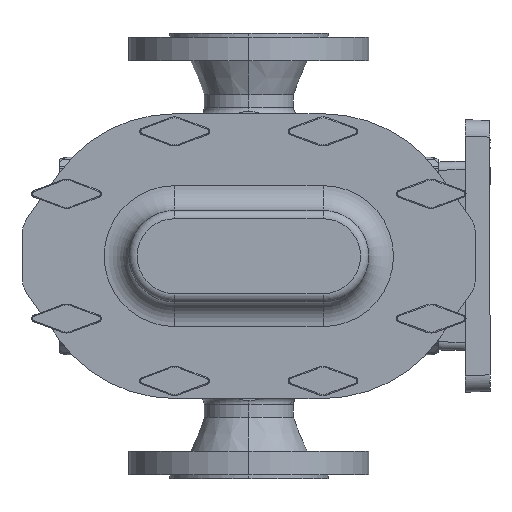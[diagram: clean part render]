
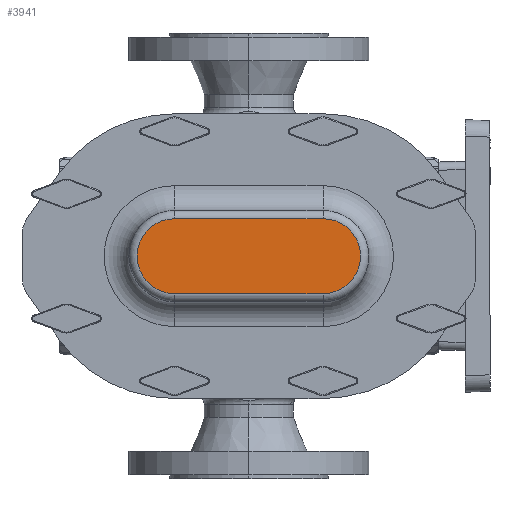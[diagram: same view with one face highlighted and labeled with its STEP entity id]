
A CAD part, left-side view. The second image highlights one B-rep face of the part: STEP entity #3941.
In plain terms, the highlighted planar face has unit normal (-1, 0, 0).
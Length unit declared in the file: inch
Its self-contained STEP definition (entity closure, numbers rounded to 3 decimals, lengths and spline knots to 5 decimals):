
#1097 = AXIS2_PLACEMENT_3D ( 'NONE', #5044, #17256, #17062 ) ;
#2831 = DIRECTION ( 'NONE',  ( 0., 1., 0. ) ) ;
#3005 = CIRCLE ( 'NONE', #29545, 1.135 ) ;
#3430 = ORIENTED_EDGE ( 'NONE', *, *, #6402, .T. ) ;
#3717 = VERTEX_POINT ( 'NONE', #22712 ) ;
#3941 = ADVANCED_FACE ( 'NONE', ( #20851 ), #5231, .T. ) ;
#5044 = CARTESIAN_POINT ( 'NONE',  ( -2.21, 2.25, 0. ) ) ;
#5231 = PLANE ( 'NONE',  #1097 ) ;
#6402 = EDGE_CURVE ( 'NONE', #19606, #29808, #17303, .T. ) ;
#7014 = CARTESIAN_POINT ( 'NONE',  ( -2.21, 2.25, -1.135 ) ) ;
#8339 = DIRECTION ( 'NONE',  ( 0., 0., 1. ) ) ;
#8980 = VERTEX_POINT ( 'NONE', #20959 ) ;
#11726 = DIRECTION ( 'NONE',  ( -1., 0., 0. ) ) ;
#13820 = EDGE_CURVE ( 'NONE', #29808, #3717, #34604, .T. ) ;
#14421 = VECTOR ( 'NONE', #31614, 39.37008 ) ;
#15257 = LINE ( 'NONE', #33525, #30911 ) ;
#15763 = CARTESIAN_POINT ( 'NONE',  ( -2.21, -2.25, -1.135 ) ) ;
#17062 = DIRECTION ( 'NONE',  ( 0., 0., 1. ) ) ;
#17256 = DIRECTION ( 'NONE',  ( -1., 0., 0. ) ) ;
#17303 = CIRCLE ( 'NONE', #24323, 1.135 ) ;
#19606 = VERTEX_POINT ( 'NONE', #22970 ) ;
#19898 = ORIENTED_EDGE ( 'NONE', *, *, #28673, .T. ) ;
#20851 = FACE_OUTER_BOUND ( 'NONE', #29183, .T. ) ;
#20959 = CARTESIAN_POINT ( 'NONE',  ( -2.21, -2.25, 1.135 ) ) ;
#22712 = CARTESIAN_POINT ( 'NONE',  ( -2.21, -2.25, -1.135 ) ) ;
#22970 = CARTESIAN_POINT ( 'NONE',  ( -2.21, 2.25, 1.135 ) ) ;
#23401 = DIRECTION ( 'NONE',  ( -1., 0., 0. ) ) ;
#24323 = AXIS2_PLACEMENT_3D ( 'NONE', #32498, #23401, #8339 ) ;
#24994 = EDGE_CURVE ( 'NONE', #8980, #19606, #15257, .T. ) ;
#28673 = EDGE_CURVE ( 'NONE', #3717, #8980, #3005, .T. ) ;
#29183 = EDGE_LOOP ( 'NONE', ( #33737, #3430, #33144, #19898 ) ) ;
#29545 = AXIS2_PLACEMENT_3D ( 'NONE', #38697, #11726, #38304 ) ;
#29808 = VERTEX_POINT ( 'NONE', #7014 ) ;
#30911 = VECTOR ( 'NONE', #2831, 39.37008 ) ;
#31614 = DIRECTION ( 'NONE',  ( 0., -1., 0. ) ) ;
#32498 = CARTESIAN_POINT ( 'NONE',  ( -2.21, 2.25, 0. ) ) ;
#33144 = ORIENTED_EDGE ( 'NONE', *, *, #13820, .T. ) ;
#33525 = CARTESIAN_POINT ( 'NONE',  ( -2.21, 2.25, 1.135 ) ) ;
#33737 = ORIENTED_EDGE ( 'NONE', *, *, #24994, .T. ) ;
#34604 = LINE ( 'NONE', #15763, #14421 ) ;
#38304 = DIRECTION ( 'NONE',  ( 0., 0., 1. ) ) ;
#38697 = CARTESIAN_POINT ( 'NONE',  ( -2.21, -2.25, 0. ) ) ;
